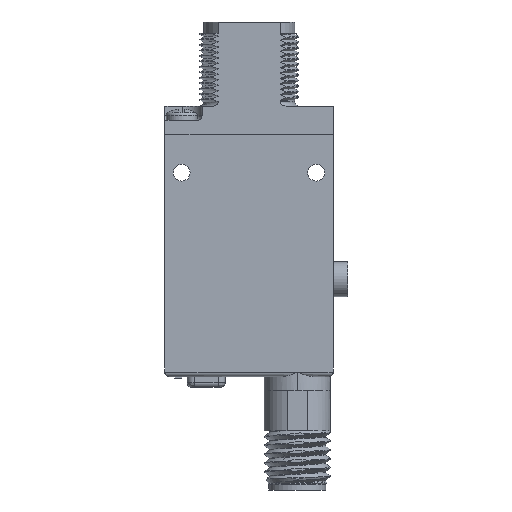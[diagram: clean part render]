
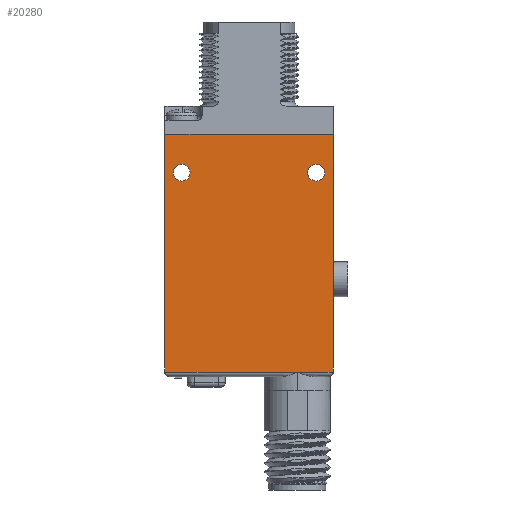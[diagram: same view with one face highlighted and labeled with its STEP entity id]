
A CAD part, left-side view. The second image highlights one B-rep face of the part: STEP entity #20280.
In plain terms, the highlighted planar face has unit normal (-1, 0, 0).
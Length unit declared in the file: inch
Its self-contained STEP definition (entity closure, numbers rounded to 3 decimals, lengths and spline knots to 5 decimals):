
#2592=DIRECTION('',(0.,1.,0.));
#2593=VECTOR('',#2592,0.255);
#2594=CARTESIAN_POINT('',(-0.236,-0.6,-1.7));
#2595=LINE('',#2594,#2593);
#2619=DIRECTION('',(0.,1.,0.));
#2620=VECTOR('',#2619,0.005);
#2621=CARTESIAN_POINT('',(-0.236,-0.605,-1.66));
#2622=LINE('',#2621,#2620);
#2623=DIRECTION('',(0.,0.,1.));
#2624=VECTOR('',#2623,0.04);
#2625=CARTESIAN_POINT('',(-0.236,0.6,-1.7));
#2626=LINE('',#2625,#2624);
#2627=DIRECTION('',(0.,1.,0.));
#2628=VECTOR('',#2627,0.005);
#2629=CARTESIAN_POINT('',(-0.236,0.6,-1.66));
#2630=LINE('',#2629,#2628);
#2631=DIRECTION('',(0.,0.,1.));
#2632=VECTOR('',#2631,1.66);
#2633=CARTESIAN_POINT('',(-0.236,0.605,-1.66));
#2634=LINE('',#2633,#2632);
#2635=DIRECTION('',(0.,-1.,0.));
#2636=VECTOR('',#2635,0.005);
#2637=CARTESIAN_POINT('',(-0.236,0.605,0.));
#2638=LINE('',#2637,#2636);
#2639=DIRECTION('',(0.,1.,0.));
#2640=VECTOR('',#2639,1.204);
#2641=CARTESIAN_POINT('',(-0.236,-0.604,0.));
#2642=LINE('',#2641,#2640);
#2643=DIRECTION('',(0.,-1.,0.));
#2644=VECTOR('',#2643,0.001);
#2645=CARTESIAN_POINT('',(-0.236,-0.604,0.));
#2646=LINE('',#2645,#2644);
#2647=DIRECTION('',(0.,0.,-1.));
#2648=VECTOR('',#2647,1.66);
#2649=CARTESIAN_POINT('',(-0.236,-0.605,0.));
#2650=LINE('',#2649,#2648);
#2651=CARTESIAN_POINT('',(-0.236,0.48,-0.275));
#2652=DIRECTION('',(1.,0.,0.));
#2653=DIRECTION('',(0.,0.,-1.));
#2654=AXIS2_PLACEMENT_3D('',#2651,#2652,#2653);
#2656=CARTESIAN_POINT('',(-0.236,0.48,-0.275));
#2657=DIRECTION('',(1.,0.,0.));
#2658=DIRECTION('',(0.,0.,1.));
#2659=AXIS2_PLACEMENT_3D('',#2656,#2657,#2658);
#2661=CARTESIAN_POINT('',(-0.236,-0.48,-0.275));
#2662=DIRECTION('',(1.,0.,0.));
#2663=DIRECTION('',(0.,0.,-1.));
#2664=AXIS2_PLACEMENT_3D('',#2661,#2662,#2663);
#2666=CARTESIAN_POINT('',(-0.236,-0.48,-0.275));
#2667=DIRECTION('',(1.,0.,0.));
#2668=DIRECTION('',(0.,0.,1.));
#2669=AXIS2_PLACEMENT_3D('',#2666,#2667,#2668);
#2679=DIRECTION('',(0.,0.,1.));
#2680=VECTOR('',#2679,0.04);
#2681=CARTESIAN_POINT('',(-0.236,-0.6,-1.7));
#2682=LINE('',#2681,#2680);
#2792=CARTESIAN_POINT('',(-0.236,-0.345,-1.7));
#2829=DIRECTION('',(0.,1.,0.));
#2830=VECTOR('',#2829,0.945);
#2831=CARTESIAN_POINT('',(-0.236,-0.345,-1.7));
#2832=LINE('',#2831,#2830);
#15435=CARTESIAN_POINT('',(-0.236,-0.605,0.));
#15436=CARTESIAN_POINT('',(-0.236,-0.605,-1.66));
#15437=VERTEX_POINT('',#15435);
#15438=VERTEX_POINT('',#15436);
#15439=CARTESIAN_POINT('',(-0.236,0.605,-1.66));
#15440=CARTESIAN_POINT('',(-0.236,0.605,0.));
#15441=VERTEX_POINT('',#15439);
#15442=VERTEX_POINT('',#15440);
#15459=CARTESIAN_POINT('',(-0.236,0.48,-0.335));
#15460=CARTESIAN_POINT('',(-0.236,0.48,-0.215));
#15461=VERTEX_POINT('',#15459);
#15462=VERTEX_POINT('',#15460);
#15463=CARTESIAN_POINT('',(-0.236,-0.48,-0.335));
#15464=CARTESIAN_POINT('',(-0.236,-0.48,-0.215));
#15465=VERTEX_POINT('',#15463);
#15466=VERTEX_POINT('',#15464);
#16133=CARTESIAN_POINT('',(-0.236,-0.604,0.));
#16134=CARTESIAN_POINT('',(-0.236,0.6,0.));
#16135=VERTEX_POINT('',#16133);
#16136=VERTEX_POINT('',#16134);
#16759=CARTESIAN_POINT('',(-0.236,0.6,-1.7));
#16761=VERTEX_POINT('',#16759);
#16764=CARTESIAN_POINT('',(-0.236,-0.6,-1.7));
#16766=VERTEX_POINT('',#16764);
#16781=VERTEX_POINT('',#2792);
#17085=CARTESIAN_POINT('',(-0.236,-0.6,-1.66));
#17087=VERTEX_POINT('',#17085);
#17089=CARTESIAN_POINT('',(-0.236,0.6,-1.66));
#17091=VERTEX_POINT('',#17089);
#20240=CARTESIAN_POINT('',(-0.236,-0.605,0.));
#20241=DIRECTION('',(1.,0.,0.));
#20242=DIRECTION('',(0.,0.,-1.));
#20243=AXIS2_PLACEMENT_3D('',#20240,#20241,#20242);
#20244=PLANE('',#20243);
#20246=ORIENTED_EDGE('',*,*,#20245,.T.);
#20248=ORIENTED_EDGE('',*,*,#20247,.F.);
#20249=ORIENTED_EDGE('',*,*,#20231,.T.);
#20251=ORIENTED_EDGE('',*,*,#20250,.T.);
#20253=ORIENTED_EDGE('',*,*,#20252,.T.);
#20255=ORIENTED_EDGE('',*,*,#20254,.T.);
#20257=ORIENTED_EDGE('',*,*,#20256,.T.);
#20259=ORIENTED_EDGE('',*,*,#20258,.T.);
#20261=ORIENTED_EDGE('',*,*,#20260,.F.);
#20263=ORIENTED_EDGE('',*,*,#20262,.T.);
#20265=ORIENTED_EDGE('',*,*,#20264,.T.);
#20266=EDGE_LOOP('',(#20246,#20248,#20249,#20251,#20253,#20255,#20257,#20259,
#20261,#20263,#20265));
#20267=FACE_OUTER_BOUND('',#20266,.F.);
#20269=ORIENTED_EDGE('',*,*,#20268,.F.);
#20271=ORIENTED_EDGE('',*,*,#20270,.F.);
#20272=EDGE_LOOP('',(#20269,#20271));
#20273=FACE_BOUND('',#20272,.F.);
#20275=ORIENTED_EDGE('',*,*,#20274,.F.);
#20277=ORIENTED_EDGE('',*,*,#20276,.F.);
#20278=EDGE_LOOP('',(#20275,#20277));
#20279=FACE_BOUND('',#20278,.F.);
#20280=ADVANCED_FACE('',(#20267,#20273,#20279),#20244,.F.);
#2655=CIRCLE('',#2654,0.06);
#2660=CIRCLE('',#2659,0.06);
#2665=CIRCLE('',#2664,0.06);
#2670=CIRCLE('',#2669,0.06);
#20231=EDGE_CURVE('',#16766,#16781,#2595,.T.);
#20245=EDGE_CURVE('',#15438,#17087,#2622,.T.);
#20247=EDGE_CURVE('',#16766,#17087,#2682,.T.);
#20250=EDGE_CURVE('',#16781,#16761,#2832,.T.);
#20252=EDGE_CURVE('',#16761,#17091,#2626,.T.);
#20254=EDGE_CURVE('',#17091,#15441,#2630,.T.);
#20256=EDGE_CURVE('',#15441,#15442,#2634,.T.);
#20258=EDGE_CURVE('',#15442,#16136,#2638,.T.);
#20260=EDGE_CURVE('',#16135,#16136,#2642,.T.);
#20262=EDGE_CURVE('',#16135,#15437,#2646,.T.);
#20264=EDGE_CURVE('',#15437,#15438,#2650,.T.);
#20268=EDGE_CURVE('',#15461,#15462,#2655,.T.);
#20270=EDGE_CURVE('',#15462,#15461,#2660,.T.);
#20274=EDGE_CURVE('',#15465,#15466,#2665,.T.);
#20276=EDGE_CURVE('',#15466,#15465,#2670,.T.);
